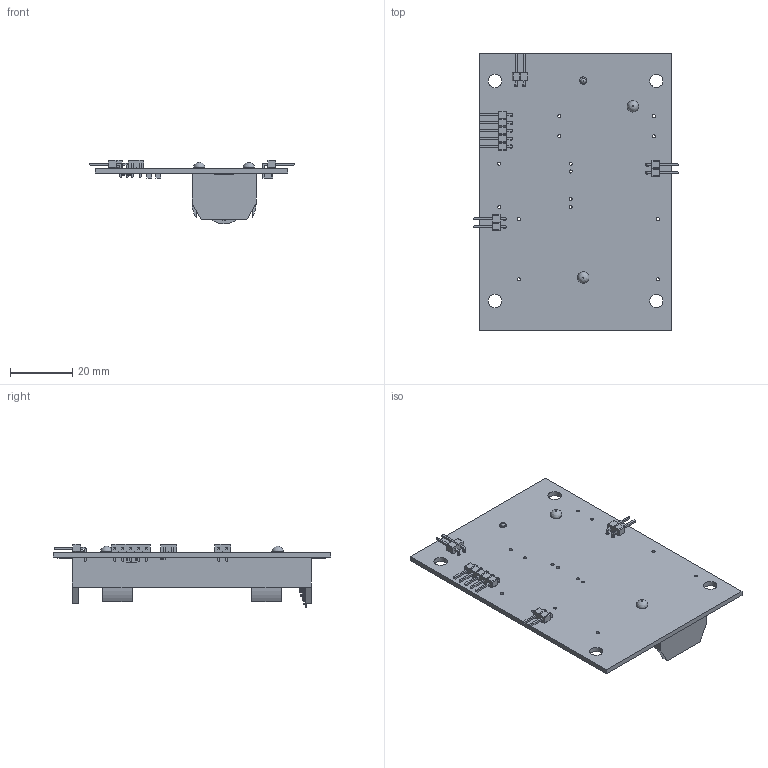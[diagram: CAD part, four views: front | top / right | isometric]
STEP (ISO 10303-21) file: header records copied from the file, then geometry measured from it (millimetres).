
FILE_DESCRIPTION(('KiCad electronic assembly'),'2;1');
FILE_NAME('pow_board.step','2024-05-03T22:08:24',('Pcbnew'),('Kicad'), 'Open CASCADE STEP processor 7.7','KiCad to STEP converter','Unknown' );
FILE_SCHEMA(('AUTOMOTIVE_DESIGN { 1 0 10303 214 1 1 1 1 }'));
Length unit declared in the file: millimetre
Products named in the file (12): pow_board 1; PinHeader_1x02_P2.54mm_Horizontal; PinHeader_1x02_P254mm_Horizontal; PinHeader_1x05_P2.54mm_Horizontal; PinHeader_1x05_P254mm_Horizontal; C_1206_3216Metric; BatteryHolder_Keystone_1042_1x18650; Keystone_1042_1x18650; R_1206_3216Metric; pow_board_PCB
Assembly tree (16 placements, depth 3):
  pow_board 1
    PinHeader_1x02_P2.54mm_Horizontal  x3
      PinHeader_1x02_P254mm_Horizontal
    PinHeader_1x05_P2.54mm_Horizontal
      PinHeader_1x05_P254mm_Horizontal
    C_1206_3216Metric  x4
      C_1206_3216Metric
    BatteryHolder_Keystone_1042_1x18650
      Keystone_1042_1x18650
    R_1206_3216Metric
      R_1206_3216Metric
    pow_board_PCB
Bounding box: 66.02 x 89.39 x 20.54 mm (x, y, z)
Volume: 15048.3 mm3; surface area: 19774.5 mm2
Topology: 19 solids, 19 shells, 575 faces, 1415 edges, 907 vertices
Faces by surface type: plane 452, cylinder 120, revolution 3
Full cylindrical faces by diameter (mm): 0.02 x1, 1 x25, 1.57 x1, 2.39 x1, 2.4 x1, 3.45 x2, 3.68 x2, 4.3 x4, 4.8 x2, 7.2 x2, 9.6 x2, 12 x1
Entity records: 13648 total; most frequent: CARTESIAN_POINT 1928, DIRECTION 1872, ORIENTED_EDGE 1838, EDGE_CURVE 919, LINE 747, VECTOR 747, VERTEX_POINT 587, AXIS2_PLACEMENT_3D 561
